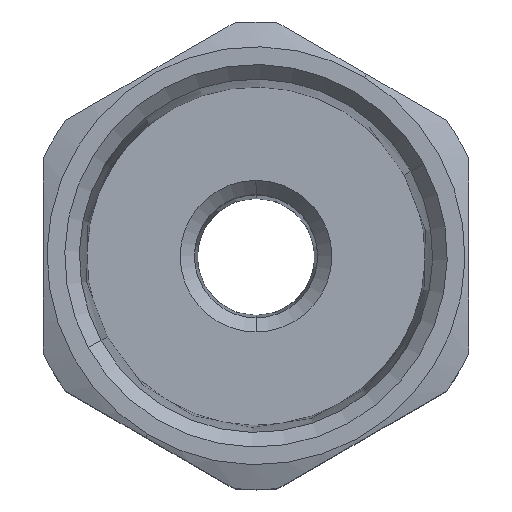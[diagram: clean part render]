
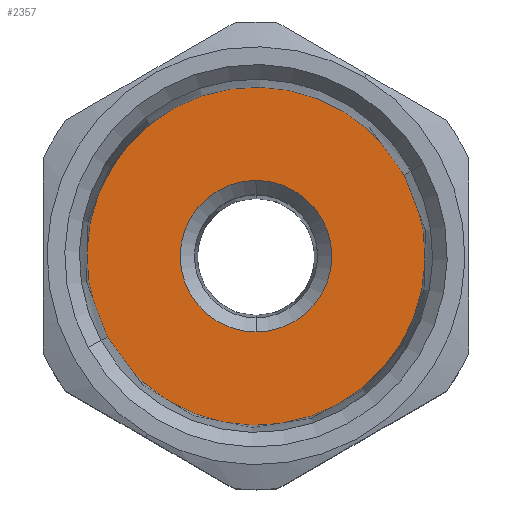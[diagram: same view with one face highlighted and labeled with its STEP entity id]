
A CAD part, top view. The second image highlights one B-rep face of the part: STEP entity #2357.
In plain terms, the highlighted planar face has unit normal (0, 0, 1).
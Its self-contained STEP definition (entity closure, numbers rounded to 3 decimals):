
#2319=AXIS2_PLACEMENT_3D('Plane Axis2P3D',#2316,#2317,#2318) ;
#2323=AXIS2_PLACEMENT_3D('Circle Axis2P3D',#2321,#2322,$) ;
#2332=AXIS2_PLACEMENT_3D('Circle Axis2P3D',#2330,#2331,$) ;
#2341=AXIS2_PLACEMENT_3D('Circle Axis2P3D',#2339,#2340,$) ;
#2350=AXIS2_PLACEMENT_3D('Circle Axis2P3D',#2348,#2349,$) ;
#2316=CARTESIAN_POINT('Axis2P3D Location',(15.,16.5,52.25)) ;
#2321=CARTESIAN_POINT('Axis2P3D Location',(15.,16.5,52.25)) ;
#2325=CARTESIAN_POINT('Vertex',(4.521,10.775,52.25)) ;
#2327=CARTESIAN_POINT('Vertex',(25.479,22.225,52.25)) ;
#2330=CARTESIAN_POINT('Axis2P3D Location',(15.,16.5,52.25)) ;
#2339=CARTESIAN_POINT('Axis2P3D Location',(15.,16.5,52.25)) ;
#2343=CARTESIAN_POINT('Vertex',(15.,21.85,52.25)) ;
#2345=CARTESIAN_POINT('Vertex',(15.,11.15,52.25)) ;
#2348=CARTESIAN_POINT('Axis2P3D Location',(15.,16.5,52.25)) ;
#2317=DIRECTION('Axis2P3D Direction',(0.,0.,1.)) ;
#2318=DIRECTION('Axis2P3D XDirection',(0.,1.,0.)) ;
#2322=DIRECTION('Axis2P3D Direction',(0.,0.,1.)) ;
#2331=DIRECTION('Axis2P3D Direction',(0.,0.,1.)) ;
#2340=DIRECTION('Axis2P3D Direction',(0.,0.,1.)) ;
#2349=DIRECTION('Axis2P3D Direction',(0.,0.,1.)) ;
#2336=ORIENTED_EDGE('',*,*,#2329,.T.) ;
#2337=ORIENTED_EDGE('',*,*,#2334,.T.) ;
#2354=ORIENTED_EDGE('',*,*,#2347,.F.) ;
#2355=ORIENTED_EDGE('',*,*,#2352,.F.) ;
#2356=FACE_BOUND('',#2353,.T.) ;
#2357=ADVANCED_FACE('BODY',(#2338,#2356),#2320,.T.) ;
#2324=CIRCLE('generated circle',#2323,11.941) ;
#2333=CIRCLE('generated circle',#2332,11.941) ;
#2342=CIRCLE('generated circle',#2341,5.35) ;
#2351=CIRCLE('generated circle',#2350,5.35) ;
#2329=EDGE_CURVE('',#2326,#2328,#2324,.T.) ;
#2334=EDGE_CURVE('',#2328,#2326,#2333,.T.) ;
#2347=EDGE_CURVE('',#2344,#2346,#2342,.T.) ;
#2352=EDGE_CURVE('',#2346,#2344,#2351,.T.) ;
#2335=EDGE_LOOP('',(#2336,#2337)) ;
#2353=EDGE_LOOP('',(#2354,#2355)) ;
#2338=FACE_OUTER_BOUND('',#2335,.T.) ;
#2320=PLANE('',#2319) ;
#2326=VERTEX_POINT('',#2325) ;
#2328=VERTEX_POINT('',#2327) ;
#2344=VERTEX_POINT('',#2343) ;
#2346=VERTEX_POINT('',#2345) ;
